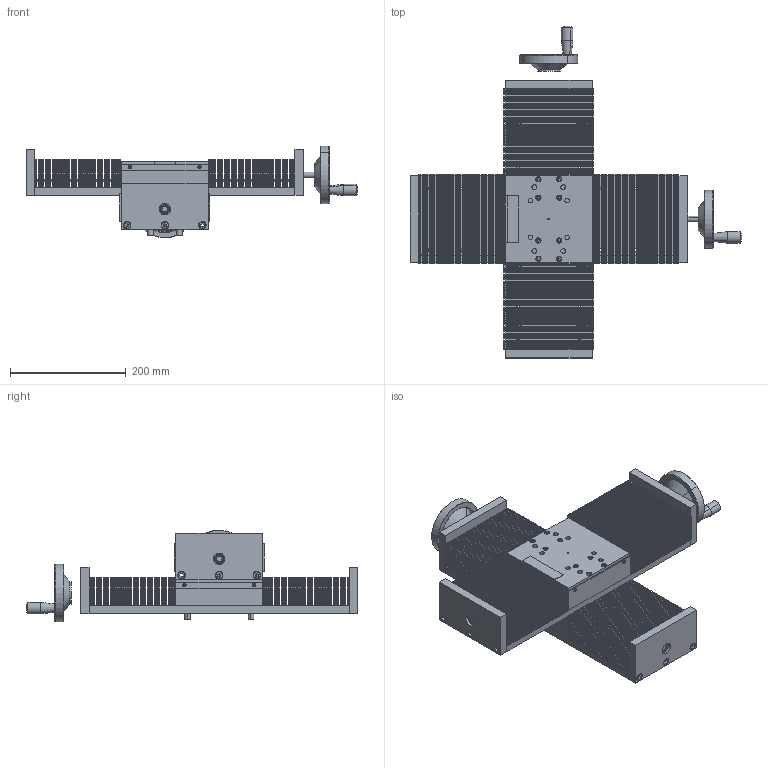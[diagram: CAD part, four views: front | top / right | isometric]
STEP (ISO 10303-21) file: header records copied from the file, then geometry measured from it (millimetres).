
FILE_DESCRIPTION (( 'STEP AP214' ), '1' );
FILE_NAME ('SubArc Manual Cross Slide 200MM - 301138.STEP', '2015-12-17T17:44:40', ( 'ITS' ), ( 'ITW Welding Group' ), 'SwSTEP 2.0', 'SolidWorks 2015', '' );
FILE_SCHEMA (( 'AUTOMOTIVE_DESIGN' ));
Length unit declared in the file: inch
Products named in the file (1): SubArc Manual Cross Slide 200MM - 301138
Bounding box: 574 x 574 x 159 mm (x, y, z)
Surface area: 1935504.9 mm2 (no closed solid volume)
Topology: 0 solids, 276 shells, 1623 faces, 12122 edges, 10715 vertices
Faces by surface type: plane 1310, cylinder 173, cone 64, torus 60, sphere 12, bspline 4
Entity records: 135848 total; most frequent: CARTESIAN_POINT 25305, DIRECTION 17514, ORIENTED_EDGE 14823, EDGE_CURVE 12072, VERTEX_POINT 10697, VECTOR 9610, LINE 9610, AXIS2_PLACEMENT_3D 3952
